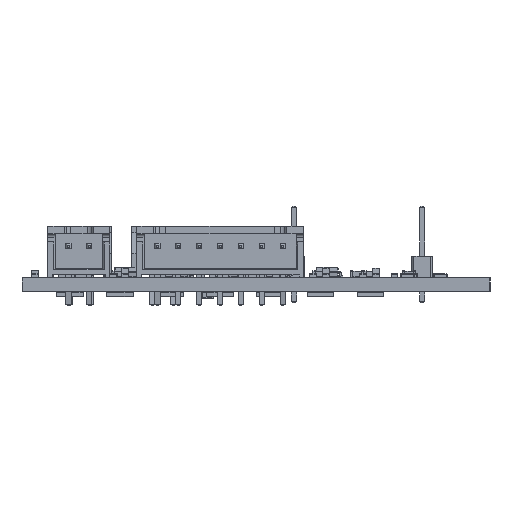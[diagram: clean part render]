
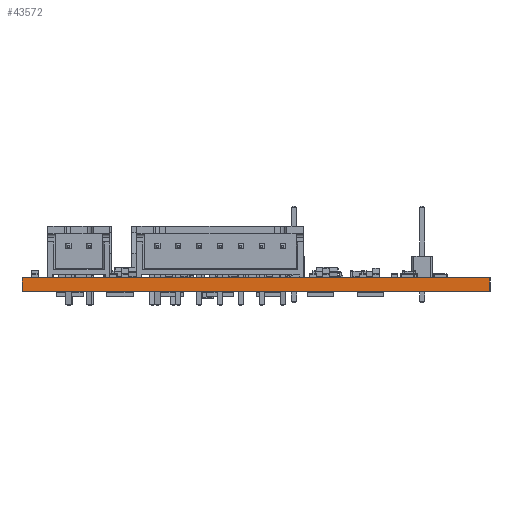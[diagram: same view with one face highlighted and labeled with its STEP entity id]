
A CAD part, left-side view. The second image highlights one B-rep face of the part: STEP entity #43572.
In plain terms, the highlighted planar face has unit normal (-1, 0, 0).
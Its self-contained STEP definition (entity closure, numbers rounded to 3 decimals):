
#43391 = PLANE('',#43392);
#43392 = AXIS2_PLACEMENT_3D('',#43393,#43394,#43395);
#43393 = CARTESIAN_POINT('',(35.5,-28.,0.));
#43394 = DIRECTION('',(0.,-1.,0.));
#43395 = DIRECTION('',(-1.,0.,0.));
#43416 = VERTEX_POINT('',#43417);
#43417 = CARTESIAN_POINT('',(-35.5,-28.,1.6));
#43431 = PLANE('',#43432);
#43432 = AXIS2_PLACEMENT_3D('',#43433,#43434,#43435);
#43433 = CARTESIAN_POINT('',(0.,0.,1.6));
#43434 = DIRECTION('',(-0.,-0.,-1.));
#43435 = DIRECTION('',(-1.,0.,0.));
#43443 = EDGE_CURVE('',#43444,#43416,#43446,.T.);
#43444 = VERTEX_POINT('',#43445);
#43445 = CARTESIAN_POINT('',(-35.5,-28.,0.));
#43446 = SURFACE_CURVE('',#43447,(#43451,#43458),.PCURVE_S1.);
#43447 = LINE('',#43448,#43449);
#43448 = CARTESIAN_POINT('',(-35.5,-28.,0.));
#43449 = VECTOR('',#43450,1.);
#43450 = DIRECTION('',(0.,0.,1.));
#43451 = PCURVE('',#43391,#43452);
#43452 = DEFINITIONAL_REPRESENTATION('',(#43453),#43457);
#43453 = LINE('',#43454,#43455);
#43454 = CARTESIAN_POINT('',(71.,0.));
#43455 = VECTOR('',#43456,1.);
#43456 = DIRECTION('',(0.,-1.));
#43457 = ( GEOMETRIC_REPRESENTATION_CONTEXT(2) 
PARAMETRIC_REPRESENTATION_CONTEXT() REPRESENTATION_CONTEXT('2D SPACE',''
  ) );
#43458 = PCURVE('',#43459,#43464);
#43459 = PLANE('',#43460);
#43460 = AXIS2_PLACEMENT_3D('',#43461,#43462,#43463);
#43461 = CARTESIAN_POINT('',(-35.5,-28.,0.));
#43462 = DIRECTION('',(-1.,0.,0.));
#43463 = DIRECTION('',(0.,1.,0.));
#43464 = DEFINITIONAL_REPRESENTATION('',(#43465),#43469);
#43465 = LINE('',#43466,#43467);
#43466 = CARTESIAN_POINT('',(0.,0.));
#43467 = VECTOR('',#43468,1.);
#43468 = DIRECTION('',(0.,-1.));
#43469 = ( GEOMETRIC_REPRESENTATION_CONTEXT(2) 
PARAMETRIC_REPRESENTATION_CONTEXT() REPRESENTATION_CONTEXT('2D SPACE',''
  ) );
#43485 = PLANE('',#43486);
#43486 = AXIS2_PLACEMENT_3D('',#43487,#43488,#43489);
#43487 = CARTESIAN_POINT('',(0.,0.,0.));
#43488 = DIRECTION('',(-0.,-0.,-1.));
#43489 = DIRECTION('',(-1.,0.,0.));
#43518 = PLANE('',#43519);
#43519 = AXIS2_PLACEMENT_3D('',#43520,#43521,#43522);
#43520 = CARTESIAN_POINT('',(-35.5,28.,0.));
#43521 = DIRECTION('',(0.,1.,0.));
#43522 = DIRECTION('',(1.,0.,0.));
#43572 = ADVANCED_FACE('',(#43573),#43459,.T.);
#43573 = FACE_BOUND('',#43574,.T.);
#43574 = EDGE_LOOP('',(#43575,#43576,#43599,#43622));
#43575 = ORIENTED_EDGE('',*,*,#43443,.T.);
#43576 = ORIENTED_EDGE('',*,*,#43577,.T.);
#43577 = EDGE_CURVE('',#43416,#43578,#43580,.T.);
#43578 = VERTEX_POINT('',#43579);
#43579 = CARTESIAN_POINT('',(-35.5,28.,1.6));
#43580 = SURFACE_CURVE('',#43581,(#43585,#43592),.PCURVE_S1.);
#43581 = LINE('',#43582,#43583);
#43582 = CARTESIAN_POINT('',(-35.5,-28.,1.6));
#43583 = VECTOR('',#43584,1.);
#43584 = DIRECTION('',(0.,1.,0.));
#43585 = PCURVE('',#43459,#43586);
#43586 = DEFINITIONAL_REPRESENTATION('',(#43587),#43591);
#43587 = LINE('',#43588,#43589);
#43588 = CARTESIAN_POINT('',(0.,-1.6));
#43589 = VECTOR('',#43590,1.);
#43590 = DIRECTION('',(1.,0.));
#43591 = ( GEOMETRIC_REPRESENTATION_CONTEXT(2) 
PARAMETRIC_REPRESENTATION_CONTEXT() REPRESENTATION_CONTEXT('2D SPACE',''
  ) );
#43592 = PCURVE('',#43431,#43593);
#43593 = DEFINITIONAL_REPRESENTATION('',(#43594),#43598);
#43594 = LINE('',#43595,#43596);
#43595 = CARTESIAN_POINT('',(35.5,-28.));
#43596 = VECTOR('',#43597,1.);
#43597 = DIRECTION('',(0.,1.));
#43598 = ( GEOMETRIC_REPRESENTATION_CONTEXT(2) 
PARAMETRIC_REPRESENTATION_CONTEXT() REPRESENTATION_CONTEXT('2D SPACE',''
  ) );
#43599 = ORIENTED_EDGE('',*,*,#43600,.F.);
#43600 = EDGE_CURVE('',#43601,#43578,#43603,.T.);
#43601 = VERTEX_POINT('',#43602);
#43602 = CARTESIAN_POINT('',(-35.5,28.,0.));
#43603 = SURFACE_CURVE('',#43604,(#43608,#43615),.PCURVE_S1.);
#43604 = LINE('',#43605,#43606);
#43605 = CARTESIAN_POINT('',(-35.5,28.,0.));
#43606 = VECTOR('',#43607,1.);
#43607 = DIRECTION('',(0.,0.,1.));
#43608 = PCURVE('',#43459,#43609);
#43609 = DEFINITIONAL_REPRESENTATION('',(#43610),#43614);
#43610 = LINE('',#43611,#43612);
#43611 = CARTESIAN_POINT('',(56.,0.));
#43612 = VECTOR('',#43613,1.);
#43613 = DIRECTION('',(0.,-1.));
#43614 = ( GEOMETRIC_REPRESENTATION_CONTEXT(2) 
PARAMETRIC_REPRESENTATION_CONTEXT() REPRESENTATION_CONTEXT('2D SPACE',''
  ) );
#43615 = PCURVE('',#43518,#43616);
#43616 = DEFINITIONAL_REPRESENTATION('',(#43617),#43621);
#43617 = LINE('',#43618,#43619);
#43618 = CARTESIAN_POINT('',(0.,0.));
#43619 = VECTOR('',#43620,1.);
#43620 = DIRECTION('',(0.,-1.));
#43621 = ( GEOMETRIC_REPRESENTATION_CONTEXT(2) 
PARAMETRIC_REPRESENTATION_CONTEXT() REPRESENTATION_CONTEXT('2D SPACE',''
  ) );
#43622 = ORIENTED_EDGE('',*,*,#43623,.F.);
#43623 = EDGE_CURVE('',#43444,#43601,#43624,.T.);
#43624 = SURFACE_CURVE('',#43625,(#43629,#43636),.PCURVE_S1.);
#43625 = LINE('',#43626,#43627);
#43626 = CARTESIAN_POINT('',(-35.5,-28.,0.));
#43627 = VECTOR('',#43628,1.);
#43628 = DIRECTION('',(0.,1.,0.));
#43629 = PCURVE('',#43459,#43630);
#43630 = DEFINITIONAL_REPRESENTATION('',(#43631),#43635);
#43631 = LINE('',#43632,#43633);
#43632 = CARTESIAN_POINT('',(0.,0.));
#43633 = VECTOR('',#43634,1.);
#43634 = DIRECTION('',(1.,0.));
#43635 = ( GEOMETRIC_REPRESENTATION_CONTEXT(2) 
PARAMETRIC_REPRESENTATION_CONTEXT() REPRESENTATION_CONTEXT('2D SPACE',''
  ) );
#43636 = PCURVE('',#43485,#43637);
#43637 = DEFINITIONAL_REPRESENTATION('',(#43638),#43642);
#43638 = LINE('',#43639,#43640);
#43639 = CARTESIAN_POINT('',(35.5,-28.));
#43640 = VECTOR('',#43641,1.);
#43641 = DIRECTION('',(0.,1.));
#43642 = ( GEOMETRIC_REPRESENTATION_CONTEXT(2) 
PARAMETRIC_REPRESENTATION_CONTEXT() REPRESENTATION_CONTEXT('2D SPACE',''
  ) );
